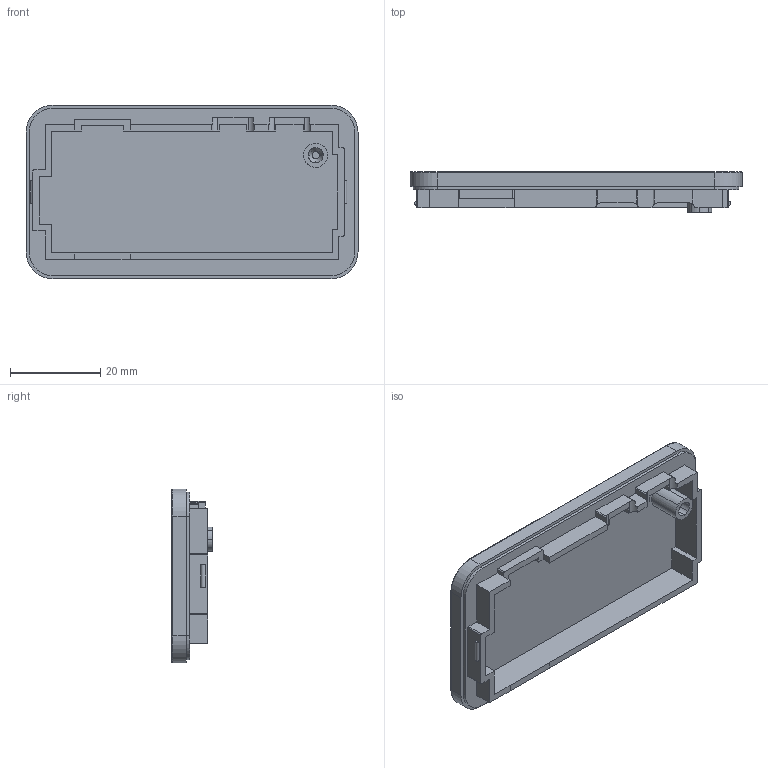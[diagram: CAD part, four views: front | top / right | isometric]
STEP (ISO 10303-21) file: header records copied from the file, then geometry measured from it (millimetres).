
FILE_DESCRIPTION(/* description */ (''),/* implementation_level */ '2;1');
FILE_NAME(/* name */ 'Lid.step',/* time_stamp */ '2023-11-11T23:03:26-08:00',/* author */ (''),/* organization */ (''),/* preprocessor_version */ 'ST-DEVELOPER v20',/* originating_system */ 'Autodesk Translation Framework v12.14.0.127',/* authorisation */ '');
FILE_SCHEMA (('AUTOMOTIVE_DESIGN { 1 0 10303 214 3 1 1 }'));
Length unit declared in the file: millimetre
Products named in the file (3): Lid; Component1; Component2
Assembly tree (2 placements, depth 2):
  Lid
    Component1
    Component2
Bounding box: 73.5 x 9.04 x 38.5 mm (x, y, z)
Volume: 7927.4 mm3; surface area: 9105.7 mm2
Topology: 13 solids, 13 shells, 596 faces, 1638 edges, 1086 vertices
Faces by surface type: plane 284, bspline 280, cylinder 28, torus 4
Entity records: 22495 total; most frequent: CARTESIAN_POINT 9138, ORIENTED_EDGE 3276, DIRECTION 1770, EDGE_CURVE 1638, VERTEX_POINT 1086, LINE 1006, VECTOR 1006, EDGE_LOOP 620
